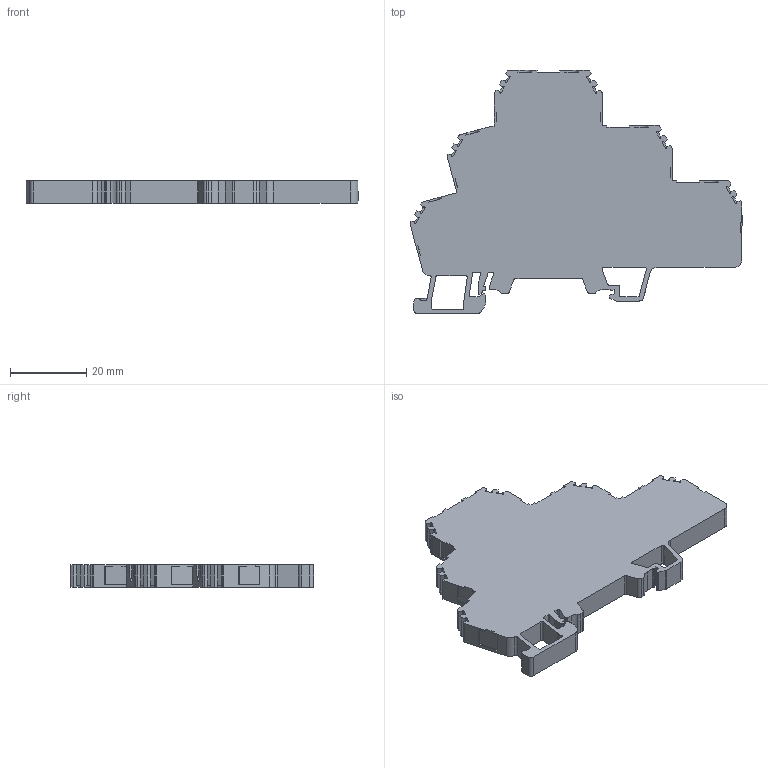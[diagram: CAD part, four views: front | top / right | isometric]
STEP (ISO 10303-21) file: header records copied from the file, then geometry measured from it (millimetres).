
FILE_DESCRIPTION (( 'STEP AP214' ), '1' );
FILE_NAME ('324100_PUK 3_Beige.STP', '2015-08-06T06:41:50', ( '' ), ( '' ), 'SwSTEP 2.0', 'SolidWorks 2015', '' );
FILE_SCHEMA (( 'AUTOMOTIVE_DESIGN' ));
Length unit declared in the file: millimetre
Products named in the file (1): 324100_PUK 3_Beige
Bounding box: 87.15 x 63.9 x 6 mm (x, y, z)
Volume: 19756.9 mm3; surface area: 9368.2 mm2
Topology: 1 solids, 1 shells, 360 faces, 1050 edges, 692 vertices
Faces by surface type: plane 259, cylinder 101
Entity records: 11867 total; most frequent: CARTESIAN_POINT 2103, ORIENTED_EDGE 2100, DIRECTION 1975, EDGE_CURVE 1050, VECTOR 847, LINE 847, VERTEX_POINT 692, AXIS2_PLACEMENT_3D 564
